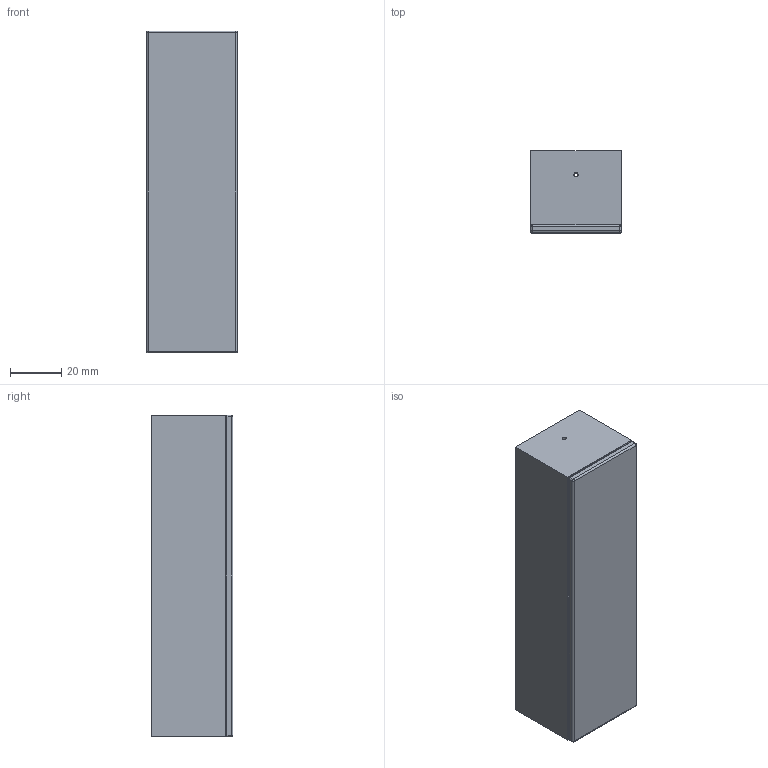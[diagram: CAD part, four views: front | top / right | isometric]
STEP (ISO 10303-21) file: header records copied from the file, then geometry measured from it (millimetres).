
FILE_DESCRIPTION(('Open CASCADE Model'),'2;1');
FILE_NAME('Open CASCADE Shape Model','2023-03-20T12:15:30',('Author'),( 'Open CASCADE'),'Open CASCADE STEP processor 7.6','Open CASCADE 7.6' ,'Unknown');
FILE_SCHEMA(('AUTOMOTIVE_DESIGN { 1 0 10303 214 1 1 1 1 }'));
Length unit declared in the file: millimetre
Products named in the file (10): Open CASCADE STEP translator 7.6 3; Open CASCADE STEP translator 7.6 3.1; Open CASCADE STEP translator 7.6 3.2; Open CASCADE STEP translator 7.6 3.3; Open CASCADE STEP translator 7.6 3.4; Open CASCADE STEP translator 7.6 3.5; Open CASCADE STEP translator 7.6 3.6; Open CASCADE STEP translator 7.6 3.7; Open CASCADE STEP translator 7.6 3.8; Open CASCADE STEP translator 7.6 3.9
Assembly tree (9 placements, depth 2):
  Open CASCADE STEP translator 7.6 3
    Open CASCADE STEP translator 7.6 3.1
    Open CASCADE STEP translator 7.6 3.2
    Open CASCADE STEP translator 7.6 3.3
    Open CASCADE STEP translator 7.6 3.4
    Open CASCADE STEP translator 7.6 3.5
    Open CASCADE STEP translator 7.6 3.6
    Open CASCADE STEP translator 7.6 3.7
    Open CASCADE STEP translator 7.6 3.8
    Open CASCADE STEP translator 7.6 3.9
Bounding box: 35.5 x 32 x 126 mm (x, y, z)
Volume: 106285.3 mm3; surface area: 45463.9 mm2
Topology: 9 solids, 9 shells, 120 faces, 279 edges, 170 vertices
Faces by surface type: plane 68, cylinder 20, bspline 16, cone 8, sphere 8
Full cylindrical faces by diameter (mm): 1.6 x4
Entity records: 7043 total; most frequent: CARTESIAN_POINT 1639, DIRECTION 900, ORIENTED_EDGE 542, PCURVE 542, DEFINITIONAL_REPRESENTATION 542, LINE 535, VECTOR 535, EDGE_CURVE 271
